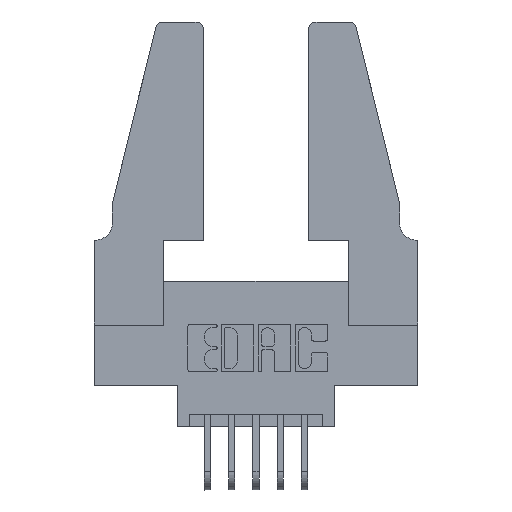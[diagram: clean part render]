
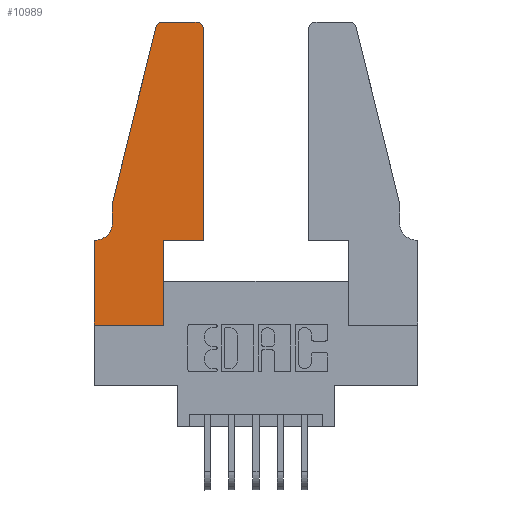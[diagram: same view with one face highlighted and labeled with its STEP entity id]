
A CAD part, top view. The second image highlights one B-rep face of the part: STEP entity #10989.
In plain terms, the highlighted planar face has unit normal (0, 0, 1).
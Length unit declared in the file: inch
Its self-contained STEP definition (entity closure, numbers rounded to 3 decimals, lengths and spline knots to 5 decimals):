
#88 = DIRECTION ( 'NONE',  ( -0.239, -0.971, 0. ) ) ;
#434 = VERTEX_POINT ( 'NONE', #776 ) ;
#622 = VECTOR ( 'NONE', #88, 39.37008 ) ;
#656 = LINE ( 'NONE', #10621, #622 ) ;
#702 = EDGE_CURVE ( 'NONE', #434, #8156, #1775, .T. ) ;
#776 = CARTESIAN_POINT ( 'NONE',  ( 0.4205, 1.25, 0.37 ) ) ;
#866 = CARTESIAN_POINT ( 'NONE',  ( 0.2605, 1.25, 0.37 ) ) ;
#1039 = EDGE_CURVE ( 'NONE', #2807, #434, #8876, .T. ) ;
#1080 = VERTEX_POINT ( 'NONE', #10737 ) ;
#1122 = LINE ( 'NONE', #10332, #10377 ) ;
#1359 = DIRECTION ( 'NONE',  ( 0., -1., 0. ) ) ;
#1367 = EDGE_CURVE ( 'NONE', #7555, #8083, #656, .T. ) ;
#1397 = AXIS2_PLACEMENT_3D ( 'NONE', #7581, #10610, #5975 ) ;
#1483 = VECTOR ( 'NONE', #3373, 39.37008 ) ;
#1561 = EDGE_CURVE ( 'NONE', #8083, #6190, #3754, .T. ) ;
#1775 = LINE ( 'NONE', #866, #1483 ) ;
#1875 = VECTOR ( 'NONE', #9778, 39.37008 ) ;
#1891 = LINE ( 'NONE', #7454, #1875 ) ;
#2153 = AXIS2_PLACEMENT_3D ( 'NONE', #9862, #5037, #10571 ) ;
#2287 = VERTEX_POINT ( 'NONE', #10540 ) ;
#2763 = CARTESIAN_POINT ( 'NONE',  ( 0.0755, 0.5, 0.37 ) ) ;
#2807 = VERTEX_POINT ( 'NONE', #9674 ) ;
#2865 = VECTOR ( 'NONE', #1359, 39.37008 ) ;
#2936 = LINE ( 'NONE', #8449, #2865 ) ;
#3112 = CARTESIAN_POINT ( 'NONE',  ( 0., 0., 0.37 ) ) ;
#3155 = VERTEX_POINT ( 'NONE', #5285 ) ;
#3195 = DIRECTION ( 'NONE',  ( 0., 0., 1. ) ) ;
#3259 = EDGE_LOOP ( 'NONE', ( #4312, #4449, #4524, #3282, #10635, #10901, #11012, #10385, #10300, #6548, #6578, #10363 ) ) ;
#3282 = ORIENTED_EDGE ( 'NONE', *, *, #1561, .T. ) ;
#3373 = DIRECTION ( 'NONE',  ( -1., 0., 0. ) ) ;
#3416 = DIRECTION ( 'NONE',  ( 0., 0., 1. ) ) ;
#3461 = EDGE_CURVE ( 'NONE', #1080, #4066, #2936, .T. ) ;
#3488 = VECTOR ( 'NONE', #6419, 39.37008 ) ;
#3496 = FACE_OUTER_BOUND ( 'NONE', #3259, .T. ) ;
#3754 = LINE ( 'NONE', #2763, #3488 ) ;
#3833 = CARTESIAN_POINT ( 'NONE',  ( 0.0055, 0.35, 0.37 ) ) ;
#3846 = EDGE_CURVE ( 'NONE', #4066, #2287, #10876, .T. ) ;
#4063 = EDGE_CURVE ( 'NONE', #2287, #3155, #8370, .T. ) ;
#4066 = VERTEX_POINT ( 'NONE', #10845 ) ;
#4170 = CIRCLE ( 'NONE', #6385, 0.03 ) ;
#4251 = CIRCLE ( 'NONE', #2153, 0.07 ) ;
#4312 = ORIENTED_EDGE ( 'NONE', *, *, #702, .T. ) ;
#4449 = ORIENTED_EDGE ( 'NONE', *, *, #10900, .T. ) ;
#4470 = VECTOR ( 'NONE', #6122, 39.37008 ) ;
#4522 = LINE ( 'NONE', #5254, #4470 ) ;
#4524 = ORIENTED_EDGE ( 'NONE', *, *, #1367, .T. ) ;
#4558 = EDGE_CURVE ( 'NONE', #3155, #9121, #4522, .T. ) ;
#4890 = CARTESIAN_POINT ( 'NONE',  ( 0.0755, 0.42, 0.37 ) ) ;
#5003 = EDGE_CURVE ( 'NONE', #9121, #2807, #1891, .T. ) ;
#5037 = DIRECTION ( 'NONE',  ( 0., 0., -1. ) ) ;
#5254 = CARTESIAN_POINT ( 'NONE',  ( 0.4505, 0.35, 0.37 ) ) ;
#5285 = CARTESIAN_POINT ( 'NONE',  ( 0.2865, 0.35, 0.37 ) ) ;
#5946 = AXIS2_PLACEMENT_3D ( 'NONE', #8427, #3416, #9216 ) ;
#5975 = DIRECTION ( 'NONE',  ( 1., 0., 0. ) ) ;
#6034 = EDGE_CURVE ( 'NONE', #9290, #1080, #1122, .T. ) ;
#6122 = DIRECTION ( 'NONE',  ( 1., 0., 0. ) ) ;
#6190 = VERTEX_POINT ( 'NONE', #4890 ) ;
#6286 = DIRECTION ( 'NONE',  ( 0., 1., 0. ) ) ;
#6385 = AXIS2_PLACEMENT_3D ( 'NONE', #8247, #3195, #9038 ) ;
#6419 = DIRECTION ( 'NONE',  ( 0., -1., 0. ) ) ;
#6548 = ORIENTED_EDGE ( 'NONE', *, *, #4558, .T. ) ;
#6578 = ORIENTED_EDGE ( 'NONE', *, *, #5003, .T. ) ;
#6693 = DIRECTION ( 'NONE',  ( 1., 0., 0. ) ) ;
#7097 = CARTESIAN_POINT ( 'NONE',  ( 0.2865, 0.35, 0.37 ) ) ;
#7454 = CARTESIAN_POINT ( 'NONE',  ( 0.4505, 0.35, 0.37 ) ) ;
#7555 = VERTEX_POINT ( 'NONE', #11086 ) ;
#7581 = CARTESIAN_POINT ( 'NONE',  ( 0., 0.35, 0.37 ) ) ;
#8083 = VERTEX_POINT ( 'NONE', #9913 ) ;
#8156 = VERTEX_POINT ( 'NONE', #9980 ) ;
#8247 = CARTESIAN_POINT ( 'NONE',  ( 0.284, 1.22, 0.37 ) ) ;
#8327 = PLANE ( 'NONE',  #1397 ) ;
#8329 = VECTOR ( 'NONE', #6286, 39.37008 ) ;
#8370 = LINE ( 'NONE', #7097, #8329 ) ;
#8427 = CARTESIAN_POINT ( 'NONE',  ( 0.4205, 1.22, 0.37 ) ) ;
#8449 = CARTESIAN_POINT ( 'NONE',  ( 0., 0., 0.37 ) ) ;
#8876 = CIRCLE ( 'NONE', #5946, 0.03 ) ;
#9038 = DIRECTION ( 'NONE',  ( 1., 0., 0. ) ) ;
#9121 = VERTEX_POINT ( 'NONE', #9143 ) ;
#9143 = CARTESIAN_POINT ( 'NONE',  ( 0.4505, 0.35, 0.37 ) ) ;
#9216 = DIRECTION ( 'NONE',  ( 1., 0., 0. ) ) ;
#9290 = VERTEX_POINT ( 'NONE', #3833 ) ;
#9674 = CARTESIAN_POINT ( 'NONE',  ( 0.4505, 1.22, 0.37 ) ) ;
#9778 = DIRECTION ( 'NONE',  ( 0., 1., 0. ) ) ;
#9862 = CARTESIAN_POINT ( 'NONE',  ( 0.0055, 0.42, 0.37 ) ) ;
#9913 = CARTESIAN_POINT ( 'NONE',  ( 0.0755, 0.5, 0.37 ) ) ;
#9980 = CARTESIAN_POINT ( 'NONE',  ( 0.284, 1.25, 0.37 ) ) ;
#10300 = ORIENTED_EDGE ( 'NONE', *, *, #4063, .T. ) ;
#10332 = CARTESIAN_POINT ( 'NONE',  ( 0.0755, 0.35, 0.37 ) ) ;
#10363 = ORIENTED_EDGE ( 'NONE', *, *, #1039, .T. ) ;
#10377 = VECTOR ( 'NONE', #11005, 39.37008 ) ;
#10385 = ORIENTED_EDGE ( 'NONE', *, *, #3846, .T. ) ;
#10540 = CARTESIAN_POINT ( 'NONE',  ( 0.2865, 0., 0.37 ) ) ;
#10571 = DIRECTION ( 'NONE',  ( -1., 0., 0. ) ) ;
#10610 = DIRECTION ( 'NONE',  ( 0., 0., 1. ) ) ;
#10621 = CARTESIAN_POINT ( 'NONE',  ( 0.0755, 0.5, 0.37 ) ) ;
#10635 = ORIENTED_EDGE ( 'NONE', *, *, #10940, .T. ) ;
#10737 = CARTESIAN_POINT ( 'NONE',  ( 0., 0.35, 0.37 ) ) ;
#10845 = CARTESIAN_POINT ( 'NONE',  ( 0., 0., 0.37 ) ) ;
#10876 = LINE ( 'NONE', #3112, #10936 ) ;
#10900 = EDGE_CURVE ( 'NONE', #8156, #7555, #4170, .T. ) ;
#10901 = ORIENTED_EDGE ( 'NONE', *, *, #6034, .T. ) ;
#10936 = VECTOR ( 'NONE', #6693, 39.37008 ) ;
#10940 = EDGE_CURVE ( 'NONE', #6190, #9290, #4251, .T. ) ;
#10989 = ADVANCED_FACE ( 'NONE', ( #3496 ), #8327, .T. ) ;
#11005 = DIRECTION ( 'NONE',  ( -1., 0., 0. ) ) ;
#11012 = ORIENTED_EDGE ( 'NONE', *, *, #3461, .T. ) ;
#11086 = CARTESIAN_POINT ( 'NONE',  ( 0.25487, 1.22718, 0.37 ) ) ;
